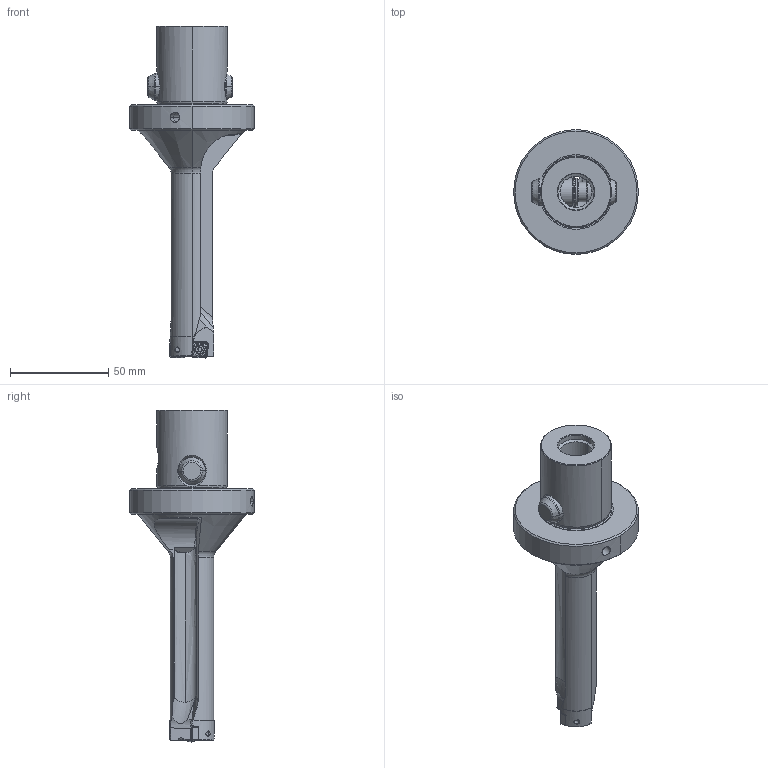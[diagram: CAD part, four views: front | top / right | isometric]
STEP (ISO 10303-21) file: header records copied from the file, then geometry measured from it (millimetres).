
FILE_DESCRIPTION(('no description'),'unknown implementation level');
FILE_NAME('6C4CA840-5965-4ADA-93F9-FE95D63C0F50_export.stp',' ',('CIMSOURCE GmbH'),('CADClick - KiM GmbH - www.kimweb.de'),'unknown preprocess','ACIS','unknown authorization');
FILE_SCHEMA(('automotive_design'));
Length unit declared in the file: millimetre
Products named in the file (9): 337.423 Kaiser WB 23-92 X CKS6|694.130 Kaiser ETL M3 X 6 T7 IP 10S_Standard;NONE; 337.423 Kaiser WB 23-92 X CKS6|337.423 Kaiser WB 23-92 X CKS6_337.423-4;NONE; 337.423 Kaiser WB 23-92 X CKS6|337.423 Kaiser WB 23-92 X CKS6_337.423-3;NONE; 337.423 Kaiser WB 23-92 X CKS6|337.423 Kaiser WB 23-92 X CKS6_337.423-2;NONE; 337.423 Kaiser WB 23-92 X CKS6|337.423 Kaiser WB 23-92 X CKS6_337.423-1;NONE; 337.423 Kaiser WB 23-92 X CKS6|337.423 Kaiser WB 23-92 X CKS6_337.423;NONE; 337.423 Kaiser WB 23-92 X CKS6|691.506 Kaiser ETL D14 X 43K_Standard|691.526 Mitnehmerbolzen_Standard;NONE; 337.423 Kaiser WB 23-92 X CKS6|691.506 Kaiser ETL D14 X 43K_Standard|693.305 Sprengring_Standard;NONE
Bounding box: 63.5 x 63.5 x 169 mm (x, y, z)
Volume: 110558.6 mm3; surface area: 30822.4 mm2
Topology: 9 solids, 9 shells, 478 faces, 1209 edges, 751 vertices
Faces by surface type: cylinder 198, plane 149, torus 63, cone 59, bspline 9
Entity records: 31443 total; most frequent: CARTESIAN_POINT 6228, STYLED_ITEM 2445, PRESENTATION_STYLE_ASSIGNMENT 2445, COLOUR_RGB 2445, DIRECTION 2433, ORIENTED_EDGE 2414, EDGE_CURVE 1207, CURVE_STYLE 1207
